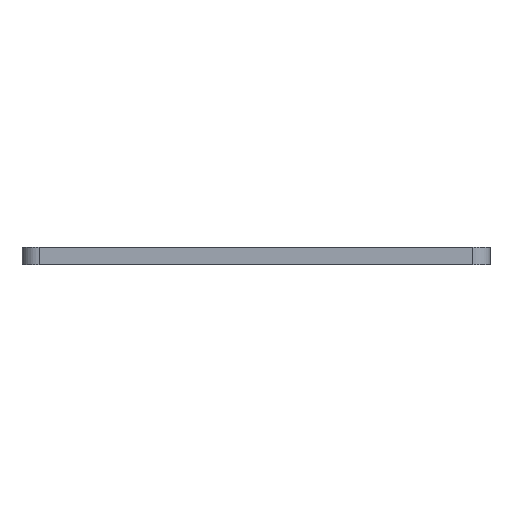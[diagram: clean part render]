
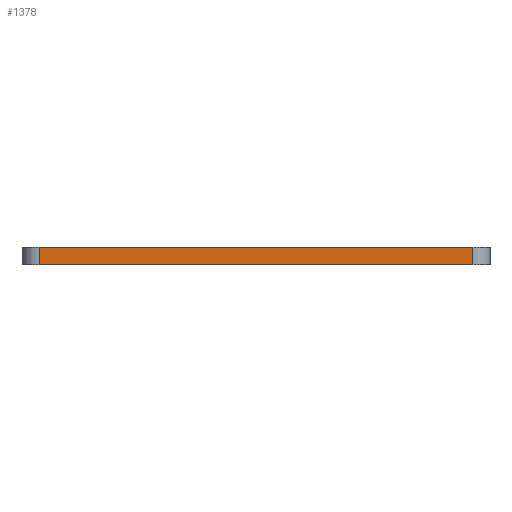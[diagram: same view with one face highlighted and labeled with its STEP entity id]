
A CAD part, left-side view. The second image highlights one B-rep face of the part: STEP entity #1378.
In plain terms, the highlighted planar face has unit normal (-1, 0, 0).
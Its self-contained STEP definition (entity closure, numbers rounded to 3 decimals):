
#63 = VERTEX_POINT('',#64);
#64 = CARTESIAN_POINT('',(-8.663,5.925,5.));
#71 = EDGE_CURVE('',#63,#72,#74,.T.);
#72 = VERTEX_POINT('',#73);
#73 = CARTESIAN_POINT('',(-8.663,-45.075,5.));
#74 = LINE('',#75,#76);
#75 = CARTESIAN_POINT('',(-8.663,7.925,5.));
#76 = VECTOR('',#77,1.);
#77 = DIRECTION('',(0.,-1.,0.));
#722 = EDGE_CURVE('',#63,#723,#725,.T.);
#723 = VERTEX_POINT('',#724);
#724 = CARTESIAN_POINT('',(-8.663,5.925,3.));
#725 = LINE('',#726,#727);
#726 = CARTESIAN_POINT('',(-8.663,5.925,5.));
#727 = VECTOR('',#728,1.);
#728 = DIRECTION('',(-0.,-0.,-1.));
#774 = VERTEX_POINT('',#775);
#775 = CARTESIAN_POINT('',(-8.663,-45.075,3.));
#782 = EDGE_CURVE('',#723,#774,#783,.T.);
#783 = LINE('',#784,#785);
#784 = CARTESIAN_POINT('',(-8.663,7.925,3.));
#785 = VECTOR('',#786,1.);
#786 = DIRECTION('',(0.,-1.,0.));
#1378 = ADVANCED_FACE('',(#1379),#1390,.T.);
#1379 = FACE_BOUND('',#1380,.T.);
#1380 = EDGE_LOOP('',(#1381,#1382,#1383,#1384));
#1381 = ORIENTED_EDGE('',*,*,#71,.F.);
#1382 = ORIENTED_EDGE('',*,*,#722,.T.);
#1383 = ORIENTED_EDGE('',*,*,#782,.T.);
#1384 = ORIENTED_EDGE('',*,*,#1385,.F.);
#1385 = EDGE_CURVE('',#72,#774,#1386,.T.);
#1386 = LINE('',#1387,#1388);
#1387 = CARTESIAN_POINT('',(-8.663,-45.075,5.));
#1388 = VECTOR('',#1389,1.);
#1389 = DIRECTION('',(-0.,-0.,-1.));
#1390 = PLANE('',#1391);
#1391 = AXIS2_PLACEMENT_3D('',#1392,#1393,#1394);
#1392 = CARTESIAN_POINT('',(-8.663,7.925,5.));
#1393 = DIRECTION('',(-1.,0.,0.));
#1394 = DIRECTION('',(0.,-1.,0.));
